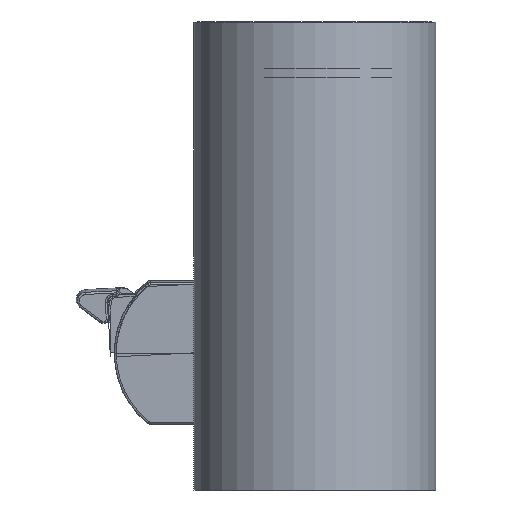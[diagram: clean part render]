
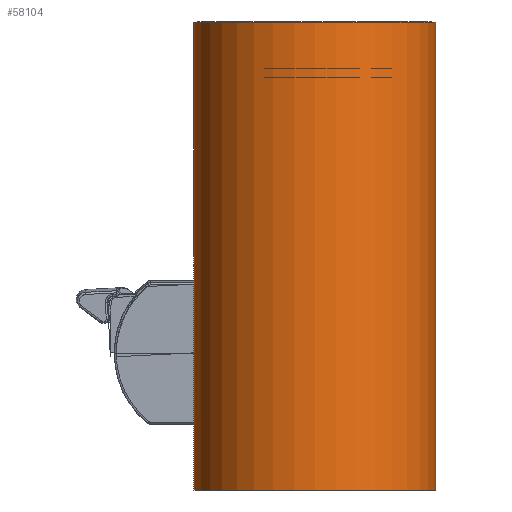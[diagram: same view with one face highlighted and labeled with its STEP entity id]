
A CAD part, front view. The second image highlights one B-rep face of the part: STEP entity #58104.
In plain terms, the highlighted cylindrical face has radius 30 mm (diameter 60 mm), a partial arc.
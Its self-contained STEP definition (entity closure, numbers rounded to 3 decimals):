
#12 = EDGE_LOOP ( 'NONE', ( #27466, #59285, #13423, #8619 ) ) ;
#1701 = CARTESIAN_POINT ( 'NONE',  ( 30., 0., -69.75 ) ) ;
#1803 = CARTESIAN_POINT ( 'NONE',  ( 0., 0., 46.175 ) ) ;
#3525 = VERTEX_POINT ( 'NONE', #1701 ) ;
#5902 = CARTESIAN_POINT ( 'NONE',  ( 0., 0., -69.75 ) ) ;
#7065 = DIRECTION ( 'NONE',  ( 1., 0., 0. ) ) ;
#8619 = ORIENTED_EDGE ( 'NONE', *, *, #14483, .T. ) ;
#11839 = CARTESIAN_POINT ( 'NONE',  ( 30., 0., 46.175 ) ) ;
#12138 = CYLINDRICAL_SURFACE ( 'NONE', #60347, 30. ) ;
#13423 = ORIENTED_EDGE ( 'NONE', *, *, #64434, .T. ) ;
#13987 = VERTEX_POINT ( 'NONE', #48516 ) ;
#14375 = VECTOR ( 'NONE', #37930, 1000. ) ;
#14483 = EDGE_CURVE ( 'NONE', #57014, #66442, #57451, .T. ) ;
#14608 = EDGE_CURVE ( 'NONE', #13987, #3525, #52578, .T. ) ;
#16021 = LINE ( 'NONE', #32680, #14375 ) ;
#21484 = DIRECTION ( 'NONE',  ( 0., 0., 1. ) ) ;
#23942 = CARTESIAN_POINT ( 'NONE',  ( 0., 0., -69.75 ) ) ;
#27466 = ORIENTED_EDGE ( 'NONE', *, *, #53600, .F. ) ;
#29199 = DIRECTION ( 'NONE',  ( 1., 0., 0. ) ) ;
#31984 = DIRECTION ( 'NONE',  ( 0., 0., 1. ) ) ;
#32680 = CARTESIAN_POINT ( 'NONE',  ( 30., 0., -69.75 ) ) ;
#37930 = DIRECTION ( 'NONE',  ( 0., 0., 1. ) ) ;
#38354 = DIRECTION ( 'NONE',  ( 0., 0., -1. ) ) ;
#41964 = CARTESIAN_POINT ( 'NONE',  ( -30., 0., 46.175 ) ) ;
#42504 = DIRECTION ( 'NONE',  ( 1., 0., 0. ) ) ;
#45528 = VECTOR ( 'NONE', #21484, 1000. ) ;
#48516 = CARTESIAN_POINT ( 'NONE',  ( -30., 0., -69.75 ) ) ;
#48599 = AXIS2_PLACEMENT_3D ( 'NONE', #1803, #38354, #7065 ) ;
#52578 = CIRCLE ( 'NONE', #66025, 30. ) ;
#52826 = CARTESIAN_POINT ( 'NONE',  ( -30., 0., -69.75 ) ) ;
#53600 = EDGE_CURVE ( 'NONE', #13987, #66442, #57802, .T. ) ;
#53814 = FACE_OUTER_BOUND ( 'NONE', #12, .T. ) ;
#57014 = VERTEX_POINT ( 'NONE', #11839 ) ;
#57451 = CIRCLE ( 'NONE', #48599, 30. ) ;
#57802 = LINE ( 'NONE', #52826, #45528 ) ;
#58104 = ADVANCED_FACE ( 'NONE', ( #53814 ), #12138, .T. ) ;
#59285 = ORIENTED_EDGE ( 'NONE', *, *, #14608, .T. ) ;
#60347 = AXIS2_PLACEMENT_3D ( 'NONE', #5902, #31984, #42504 ) ;
#60465 = DIRECTION ( 'NONE',  ( 0., 0., 1. ) ) ;
#64434 = EDGE_CURVE ( 'NONE', #3525, #57014, #16021, .T. ) ;
#66025 = AXIS2_PLACEMENT_3D ( 'NONE', #23942, #60465, #29199 ) ;
#66442 = VERTEX_POINT ( 'NONE', #41964 ) ;
